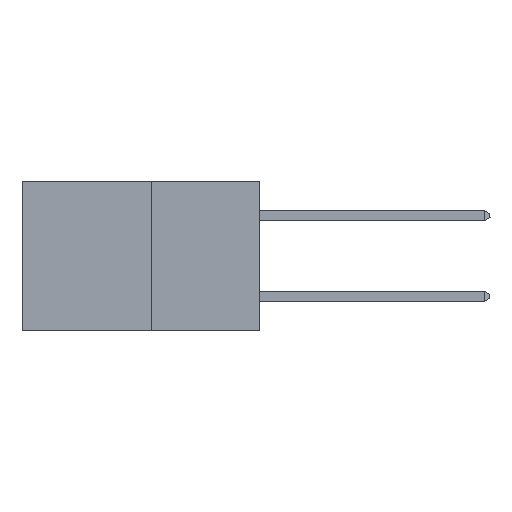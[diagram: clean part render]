
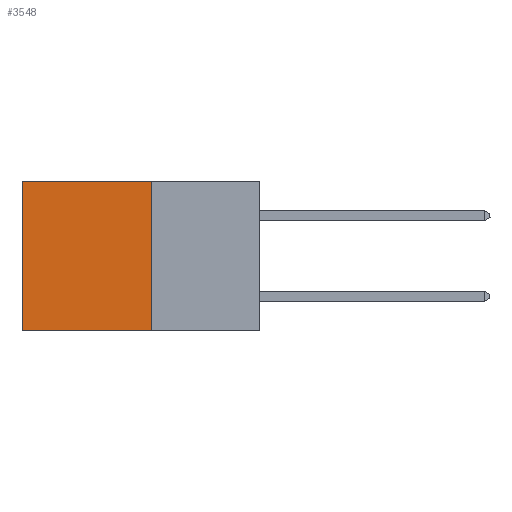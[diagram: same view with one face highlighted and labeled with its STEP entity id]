
A CAD part, left-side view. The second image highlights one B-rep face of the part: STEP entity #3548.
In plain terms, the highlighted planar face has unit normal (-1, 0, 0).
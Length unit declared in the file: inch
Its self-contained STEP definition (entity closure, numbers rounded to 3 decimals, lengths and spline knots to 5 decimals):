
#35 = DIRECTION ( 'NONE',  ( 0., 0., -1. ) ) ;
#795 = VECTOR ( 'NONE', #21864, 39.37008 ) ;
#1286 = VERTEX_POINT ( 'NONE', #8266 ) ;
#1349 = AXIS2_PLACEMENT_3D ( 'NONE', #3377, #3086, #35 ) ;
#1401 = LINE ( 'NONE', #14272, #795 ) ;
#1527 = CARTESIAN_POINT ( 'NONE',  ( 0.277, 0.27, 0. ) ) ;
#1920 = EDGE_LOOP ( 'NONE', ( #11021, #4872, #21338, #2616 ) ) ;
#2129 = LINE ( 'NONE', #18822, #11968 ) ;
#2616 = ORIENTED_EDGE ( 'NONE', *, *, #6040, .T. ) ;
#3086 = DIRECTION ( 'NONE',  ( 1., 0., 0. ) ) ;
#3377 = CARTESIAN_POINT ( 'NONE',  ( 0.277, 0.27, -0.37 ) ) ;
#3548 = ADVANCED_FACE ( 'NONE', ( #24749 ), #9715, .F. ) ;
#4872 = ORIENTED_EDGE ( 'NONE', *, *, #20832, .F. ) ;
#6040 = EDGE_CURVE ( 'NONE', #12163, #6679, #16739, .T. ) ;
#6679 = VERTEX_POINT ( 'NONE', #13243 ) ;
#7780 = VECTOR ( 'NONE', #14390, 39.37008 ) ;
#8266 = CARTESIAN_POINT ( 'NONE',  ( 0.277, 0.59, -0.37 ) ) ;
#9715 = PLANE ( 'NONE',  #1349 ) ;
#9890 = DIRECTION ( 'NONE',  ( 0., 1., 0. ) ) ;
#10517 = CARTESIAN_POINT ( 'NONE',  ( 0.277, 0.27, -0.37 ) ) ;
#10528 = CARTESIAN_POINT ( 'NONE',  ( 0.277, 0.59, -0.37 ) ) ;
#11021 = ORIENTED_EDGE ( 'NONE', *, *, #18536, .T. ) ;
#11246 = DIRECTION ( 'NONE',  ( 0., 1., 0. ) ) ;
#11968 = VECTOR ( 'NONE', #11246, 39.37008 ) ;
#12163 = VERTEX_POINT ( 'NONE', #17663 ) ;
#12289 = VECTOR ( 'NONE', #9890, 39.37008 ) ;
#13243 = CARTESIAN_POINT ( 'NONE',  ( 0.277, 0.59, 0. ) ) ;
#14272 = CARTESIAN_POINT ( 'NONE',  ( 0.277, 0.27, -0.37 ) ) ;
#14390 = DIRECTION ( 'NONE',  ( 0., 0., -1. ) ) ;
#16739 = LINE ( 'NONE', #1527, #12289 ) ;
#17663 = CARTESIAN_POINT ( 'NONE',  ( 0.277, 0.27, 0. ) ) ;
#18171 = EDGE_CURVE ( 'NONE', #12163, #20667, #1401, .T. ) ;
#18536 = EDGE_CURVE ( 'NONE', #6679, #1286, #18567, .T. ) ;
#18567 = LINE ( 'NONE', #10528, #7780 ) ;
#18822 = CARTESIAN_POINT ( 'NONE',  ( 0.277, 0.27, -0.37 ) ) ;
#20667 = VERTEX_POINT ( 'NONE', #10517 ) ;
#20832 = EDGE_CURVE ( 'NONE', #20667, #1286, #2129, .T. ) ;
#21338 = ORIENTED_EDGE ( 'NONE', *, *, #18171, .F. ) ;
#21864 = DIRECTION ( 'NONE',  ( 0., 0., -1. ) ) ;
#24749 = FACE_OUTER_BOUND ( 'NONE', #1920, .T. ) ;
